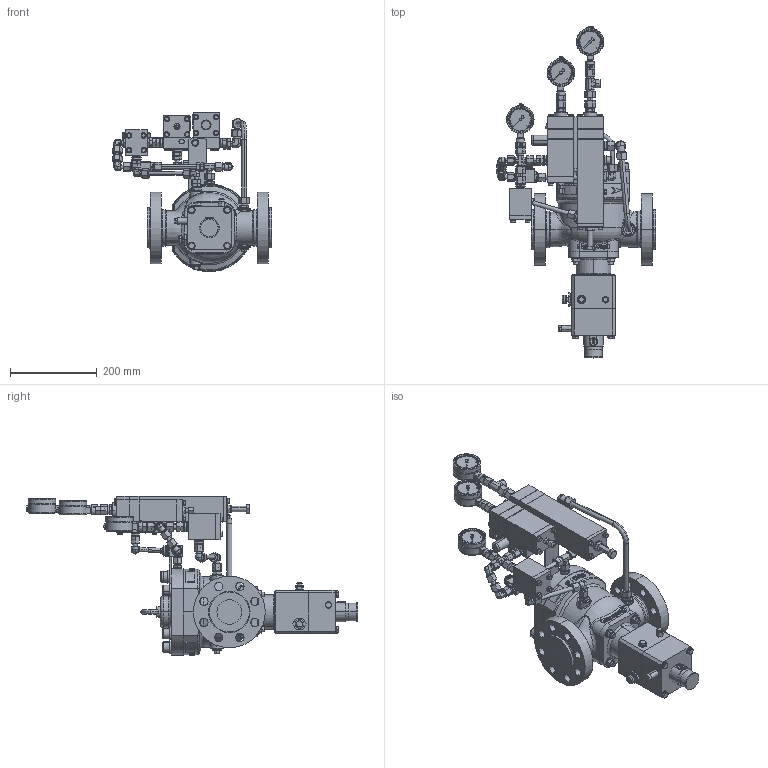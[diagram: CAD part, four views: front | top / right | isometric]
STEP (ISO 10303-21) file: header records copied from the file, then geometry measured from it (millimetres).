
FILE_DESCRIPTION (( 'STEP AP214' ), '1' );
FILE_NAME ('HON5020SSV_DN50_class600_HON630(MB).STEP', '2020-03-16T07:42:16', ( '' ), ( '' ), 'SwSTEP 2.0', 'SolidWorks 2017', '' );
FILE_SCHEMA (( 'AUTOMOTIVE_DESIGN' ));
Length unit declared in the file: millimetre
Products named in the file (1): HON5020SSV_DN50_class600_HON630(MB)
Bounding box: 366.24 x 764.1 x 366.65 mm (x, y, z)
Volume: 10410799.8 mm3; surface area: 864053 mm2
Topology: 116 solids, 116 shells, 4679 faces, 10808 edges, 6617 vertices
Faces by surface type: plane 1927, cone 994, cylinder 917, bspline 559, torus 244, sphere 38
Entity records: 224535 total; most frequent: CARTESIAN_POINT 108028, ORIENTED_EDGE 21536, DIRECTION 19533, EDGE_CURVE 10768, AXIS2_PLACEMENT_3D 7623, VERTEX_POINT 6615, EDGE_LOOP 5011, ADVANCED_FACE 4679
